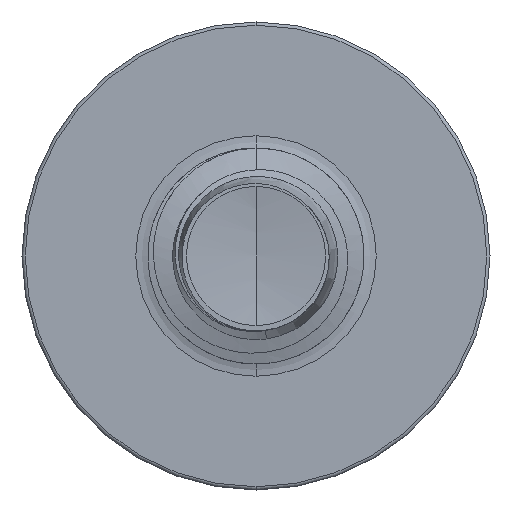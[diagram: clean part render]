
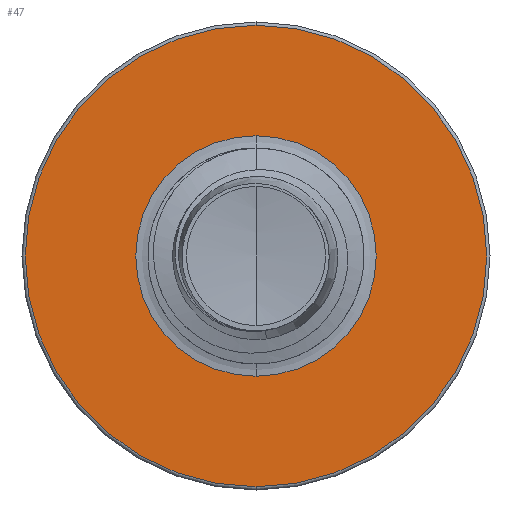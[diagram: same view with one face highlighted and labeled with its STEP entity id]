
A CAD part, front view. The second image highlights one B-rep face of the part: STEP entity #47.
In plain terms, the highlighted planar face has unit normal (0, -1, 0).
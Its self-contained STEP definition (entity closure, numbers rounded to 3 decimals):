
#47 = ADVANCED_FACE ( 'NONE', ( #8786, #11691 ), #6126, .F. ) ;
#194 = VERTEX_POINT ( 'NONE', #11254 ) ;
#555 = CARTESIAN_POINT ( 'NONE',  ( 0., 3., 1.67 ) ) ;
#1304 = AXIS2_PLACEMENT_3D ( 'NONE', #5373, #5369, #5350 ) ;
#2548 = ORIENTED_EDGE ( 'NONE', *, *, #11634, .T. ) ;
#3998 = CARTESIAN_POINT ( 'NONE',  ( 0., 3., -1.67 ) ) ;
#5350 = DIRECTION ( 'NONE',  ( 0., 0., 1. ) ) ;
#5369 = DIRECTION ( 'NONE',  ( 0., 1., 0. ) ) ;
#5373 = CARTESIAN_POINT ( 'NONE',  ( 0., 3., 0. ) ) ;
#5899 = CARTESIAN_POINT ( 'NONE',  ( 0., 3., 3.205 ) ) ;
#6096 = CIRCLE ( 'NONE', #11330, 3.205 ) ;
#6126 = PLANE ( 'NONE',  #10393 ) ;
#7524 = DIRECTION ( 'NONE',  ( 0., 0., 1. ) ) ;
#7539 = DIRECTION ( 'NONE',  ( 0., 1., 0. ) ) ;
#7543 = CARTESIAN_POINT ( 'NONE',  ( 0., 3., 0. ) ) ;
#8314 = EDGE_LOOP ( 'NONE', ( #9142, #10937 ) ) ;
#8786 = FACE_OUTER_BOUND ( 'NONE', #8314, .T. ) ;
#9142 = ORIENTED_EDGE ( 'NONE', *, *, #11268, .F. ) ;
#9605 = VERTEX_POINT ( 'NONE', #5899 ) ;
#9699 = VERTEX_POINT ( 'NONE', #3998 ) ;
#9939 = CIRCLE ( 'NONE', #11551, 1.67 ) ;
#10286 = DIRECTION ( 'NONE',  ( 0., 0., 1. ) ) ;
#10291 = DIRECTION ( 'NONE',  ( 0., 1., 0. ) ) ;
#10293 = CARTESIAN_POINT ( 'NONE',  ( 0., 3., 0. ) ) ;
#10312 = DIRECTION ( 'NONE',  ( 0., 0., 1. ) ) ;
#10319 = DIRECTION ( 'NONE',  ( 0., 1., 0. ) ) ;
#10328 = CARTESIAN_POINT ( 'NONE',  ( 0., 3., 0. ) ) ;
#10393 = AXIS2_PLACEMENT_3D ( 'NONE', #10727, #10708, #10747 ) ;
#10708 = DIRECTION ( 'NONE',  ( 0., 1., 0. ) ) ;
#10727 = CARTESIAN_POINT ( 'NONE',  ( 0., 3., -1.67 ) ) ;
#10747 = DIRECTION ( 'NONE',  ( 0., 0., 1. ) ) ;
#10937 = ORIENTED_EDGE ( 'NONE', *, *, #11643, .F. ) ;
#10944 = CIRCLE ( 'NONE', #11332, 1.67 ) ;
#11064 = ORIENTED_EDGE ( 'NONE', *, *, #11106, .T. ) ;
#11088 = VERTEX_POINT ( 'NONE', #555 ) ;
#11106 = EDGE_CURVE ( 'NONE', #9699, #11088, #9939, .T. ) ;
#11254 = CARTESIAN_POINT ( 'NONE',  ( 0., 3., -3.205 ) ) ;
#11268 = EDGE_CURVE ( 'NONE', #9605, #194, #12182, .T. ) ;
#11330 = AXIS2_PLACEMENT_3D ( 'NONE', #10293, #10291, #10286 ) ;
#11332 = AXIS2_PLACEMENT_3D ( 'NONE', #10328, #10319, #10312 ) ;
#11525 = EDGE_LOOP ( 'NONE', ( #2548, #11064 ) ) ;
#11551 = AXIS2_PLACEMENT_3D ( 'NONE', #7543, #7539, #7524 ) ;
#11634 = EDGE_CURVE ( 'NONE', #11088, #9699, #10944, .T. ) ;
#11643 = EDGE_CURVE ( 'NONE', #194, #9605, #6096, .T. ) ;
#11691 = FACE_BOUND ( 'NONE', #11525, .T. ) ;
#12182 = CIRCLE ( 'NONE', #1304, 3.205 ) ;
